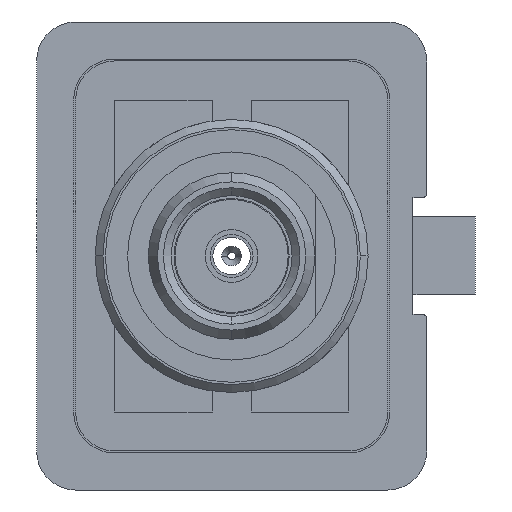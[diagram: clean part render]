
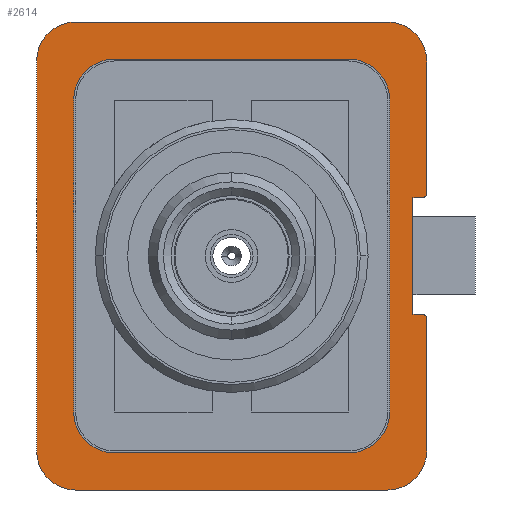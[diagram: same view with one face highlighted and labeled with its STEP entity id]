
A CAD part, front view. The second image highlights one B-rep face of the part: STEP entity #2614.
In plain terms, the highlighted planar face has unit normal (0, -1, 0).
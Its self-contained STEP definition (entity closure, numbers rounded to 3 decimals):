
#1476=DIRECTION('',(0.,0.,-1.));
#1477=VECTOR('',#1476,3.);
#1478=CARTESIAN_POINT('',(4.65,4.,1.5));
#1479=LINE('',#1478,#1477);
#1480=DIRECTION('',(1.,0.,0.));
#1481=VECTOR('',#1480,0.25);
#1482=CARTESIAN_POINT('',(4.65,4.,-1.5));
#1483=LINE('',#1482,#1481);
#1484=CARTESIAN_POINT('',(4.9,4.,-1.6));
#1485=DIRECTION('',(0.,1.,0.));
#1486=DIRECTION('',(0.,0.,1.));
#1487=AXIS2_PLACEMENT_3D('',#1484,#1485,#1486);
#1489=DIRECTION('',(0.,0.,1.));
#1490=VECTOR('',#1489,3.4);
#1491=CARTESIAN_POINT('',(5.,4.,-5.));
#1492=LINE('',#1491,#1490);
#1493=CARTESIAN_POINT('',(4.,4.,-5.));
#1494=DIRECTION('',(0.,-1.,0.));
#1495=DIRECTION('',(0.,0.,-1.));
#1496=AXIS2_PLACEMENT_3D('',#1493,#1494,#1495);
#1498=DIRECTION('',(1.,0.,0.));
#1499=VECTOR('',#1498,8.);
#1500=CARTESIAN_POINT('',(-4.,4.,-6.));
#1501=LINE('',#1500,#1499);
#1502=CARTESIAN_POINT('',(-4.,4.,-5.));
#1503=DIRECTION('',(0.,-1.,0.));
#1504=DIRECTION('',(-1.,0.,0.));
#1505=AXIS2_PLACEMENT_3D('',#1502,#1503,#1504);
#1507=DIRECTION('',(0.,0.,-1.));
#1508=VECTOR('',#1507,10.);
#1509=CARTESIAN_POINT('',(-5.,4.,5.));
#1510=LINE('',#1509,#1508);
#1511=CARTESIAN_POINT('',(-4.,4.,5.));
#1512=DIRECTION('',(0.,-1.,0.));
#1513=DIRECTION('',(0.,0.,1.));
#1514=AXIS2_PLACEMENT_3D('',#1511,#1512,#1513);
#1516=DIRECTION('',(-1.,0.,0.));
#1517=VECTOR('',#1516,8.);
#1518=CARTESIAN_POINT('',(4.,4.,6.));
#1519=LINE('',#1518,#1517);
#1520=CARTESIAN_POINT('',(4.,4.,5.));
#1521=DIRECTION('',(0.,-1.,0.));
#1522=DIRECTION('',(1.,0.,0.));
#1523=AXIS2_PLACEMENT_3D('',#1520,#1521,#1522);
#1525=DIRECTION('',(0.,0.,1.));
#1526=VECTOR('',#1525,3.4);
#1527=CARTESIAN_POINT('',(5.,4.,1.6));
#1528=LINE('',#1527,#1526);
#1529=CARTESIAN_POINT('',(4.9,4.,1.6));
#1530=DIRECTION('',(0.,1.,0.));
#1531=DIRECTION('',(1.,0.,0.));
#1532=AXIS2_PLACEMENT_3D('',#1529,#1530,#1531);
#1534=DIRECTION('',(-1.,0.,0.));
#1535=VECTOR('',#1534,0.25);
#1536=CARTESIAN_POINT('',(4.9,4.,1.5));
#1537=LINE('',#1536,#1535);
#1538=CARTESIAN_POINT('',(-3.,4.,-4.));
#1539=DIRECTION('',(0.,-1.,0.));
#1540=DIRECTION('',(-1.,0.,0.));
#1541=AXIS2_PLACEMENT_3D('',#1538,#1539,#1540);
#1543=DIRECTION('',(1.,0.,0.));
#1544=VECTOR('',#1543,6.);
#1545=CARTESIAN_POINT('',(-3.,4.,-5.05));
#1546=LINE('',#1545,#1544);
#1547=CARTESIAN_POINT('',(3.,4.,-4.));
#1548=DIRECTION('',(0.,-1.,0.));
#1549=DIRECTION('',(0.,0.,-1.));
#1550=AXIS2_PLACEMENT_3D('',#1547,#1548,#1549);
#1552=DIRECTION('',(0.,0.,1.));
#1553=VECTOR('',#1552,8.);
#1554=CARTESIAN_POINT('',(4.05,4.,-4.));
#1555=LINE('',#1554,#1553);
#1556=CARTESIAN_POINT('',(3.,4.,4.));
#1557=DIRECTION('',(0.,-1.,0.));
#1558=DIRECTION('',(1.,0.,0.));
#1559=AXIS2_PLACEMENT_3D('',#1556,#1557,#1558);
#1561=DIRECTION('',(-1.,0.,0.));
#1562=VECTOR('',#1561,6.);
#1563=CARTESIAN_POINT('',(3.,4.,5.05));
#1564=LINE('',#1563,#1562);
#1565=CARTESIAN_POINT('',(-3.,4.,4.));
#1566=DIRECTION('',(0.,-1.,0.));
#1567=DIRECTION('',(0.,0.,1.));
#1568=AXIS2_PLACEMENT_3D('',#1565,#1566,#1567);
#1570=DIRECTION('',(0.,0.,-1.));
#1571=VECTOR('',#1570,8.);
#1572=CARTESIAN_POINT('',(-4.05,4.,4.));
#1573=LINE('',#1572,#1571);
#2040=CARTESIAN_POINT('',(5.,4.,5.));
#2041=CARTESIAN_POINT('',(4.,4.,6.));
#2042=VERTEX_POINT('',#2040);
#2043=VERTEX_POINT('',#2041);
#2044=CARTESIAN_POINT('',(-4.,4.,6.));
#2045=VERTEX_POINT('',#2044);
#2046=CARTESIAN_POINT('',(-5.,4.,5.));
#2047=VERTEX_POINT('',#2046);
#2048=CARTESIAN_POINT('',(-5.,4.,-5.));
#2049=VERTEX_POINT('',#2048);
#2050=CARTESIAN_POINT('',(-4.,4.,-6.));
#2051=VERTEX_POINT('',#2050);
#2052=CARTESIAN_POINT('',(4.,4.,-6.));
#2053=VERTEX_POINT('',#2052);
#2054=CARTESIAN_POINT('',(5.,4.,-5.));
#2055=VERTEX_POINT('',#2054);
#2056=CARTESIAN_POINT('',(5.,4.,-1.6));
#2057=VERTEX_POINT('',#2056);
#2058=CARTESIAN_POINT('',(4.9,4.,-1.5));
#2059=VERTEX_POINT('',#2058);
#2060=CARTESIAN_POINT('',(4.65,4.,-1.5));
#2061=VERTEX_POINT('',#2060);
#2062=CARTESIAN_POINT('',(4.65,4.,1.5));
#2063=CARTESIAN_POINT('',(4.9,4.,1.5));
#2064=VERTEX_POINT('',#2062);
#2065=VERTEX_POINT('',#2063);
#2066=CARTESIAN_POINT('',(5.,4.,1.6));
#2067=VERTEX_POINT('',#2066);
#2196=CARTESIAN_POINT('',(-4.05,4.,-4.));
#2197=CARTESIAN_POINT('',(-3.,4.,-5.05));
#2198=VERTEX_POINT('',#2196);
#2199=VERTEX_POINT('',#2197);
#2204=CARTESIAN_POINT('',(-4.05,4.,4.));
#2205=VERTEX_POINT('',#2204);
#2210=CARTESIAN_POINT('',(-3.,4.,5.05));
#2211=VERTEX_POINT('',#2210);
#2216=CARTESIAN_POINT('',(3.,4.,-5.05));
#2217=CARTESIAN_POINT('',(4.05,4.,-4.));
#2218=VERTEX_POINT('',#2216);
#2219=VERTEX_POINT('',#2217);
#2220=CARTESIAN_POINT('',(4.05,4.,4.));
#2221=VERTEX_POINT('',#2220);
#2224=CARTESIAN_POINT('',(3.,4.,5.05));
#2225=VERTEX_POINT('',#2224);
#2562=CARTESIAN_POINT('',(0.,4.,0.));
#2563=DIRECTION('',(0.,-1.,0.));
#2564=DIRECTION('',(0.,0.,-1.));
#2565=AXIS2_PLACEMENT_3D('',#2562,#2563,#2564);
#2566=PLANE('',#2565);
#2567=ORIENTED_EDGE('',*,*,#2519,.T.);
#2569=ORIENTED_EDGE('',*,*,#2568,.T.);
#2571=ORIENTED_EDGE('',*,*,#2570,.T.);
#2573=ORIENTED_EDGE('',*,*,#2572,.F.);
#2575=ORIENTED_EDGE('',*,*,#2574,.F.);
#2577=ORIENTED_EDGE('',*,*,#2576,.F.);
#2579=ORIENTED_EDGE('',*,*,#2578,.F.);
#2581=ORIENTED_EDGE('',*,*,#2580,.F.);
#2583=ORIENTED_EDGE('',*,*,#2582,.F.);
#2585=ORIENTED_EDGE('',*,*,#2584,.F.);
#2587=ORIENTED_EDGE('',*,*,#2586,.F.);
#2589=ORIENTED_EDGE('',*,*,#2588,.F.);
#2591=ORIENTED_EDGE('',*,*,#2590,.T.);
#2593=ORIENTED_EDGE('',*,*,#2592,.T.);
#2594=EDGE_LOOP('',(#2567,#2569,#2571,#2573,#2575,#2577,#2579,#2581,#2583,#2585,
#2587,#2589,#2591,#2593));
#2595=FACE_OUTER_BOUND('',#2594,.F.);
#2597=ORIENTED_EDGE('',*,*,#2596,.T.);
#2599=ORIENTED_EDGE('',*,*,#2598,.T.);
#2601=ORIENTED_EDGE('',*,*,#2600,.T.);
#2603=ORIENTED_EDGE('',*,*,#2602,.T.);
#2605=ORIENTED_EDGE('',*,*,#2604,.T.);
#2607=ORIENTED_EDGE('',*,*,#2606,.T.);
#2609=ORIENTED_EDGE('',*,*,#2608,.T.);
#2611=ORIENTED_EDGE('',*,*,#2610,.T.);
#2612=EDGE_LOOP('',(#2597,#2599,#2601,#2603,#2605,#2607,#2609,#2611));
#2613=FACE_BOUND('',#2612,.F.);
#1488=CIRCLE('',#1487,0.1);
#1497=CIRCLE('',#1496,1.);
#1506=CIRCLE('',#1505,1.);
#1515=CIRCLE('',#1514,1.);
#1524=CIRCLE('',#1523,1.);
#1533=CIRCLE('',#1532,0.1);
#1542=CIRCLE('',#1541,1.05);
#1551=CIRCLE('',#1550,1.05);
#1560=CIRCLE('',#1559,1.05);
#1569=CIRCLE('',#1568,1.05);
#2519=EDGE_CURVE('',#2064,#2061,#1479,.T.);
#2568=EDGE_CURVE('',#2061,#2059,#1483,.T.);
#2570=EDGE_CURVE('',#2059,#2057,#1488,.T.);
#2572=EDGE_CURVE('',#2055,#2057,#1492,.T.);
#2574=EDGE_CURVE('',#2053,#2055,#1497,.T.);
#2576=EDGE_CURVE('',#2051,#2053,#1501,.T.);
#2578=EDGE_CURVE('',#2049,#2051,#1506,.T.);
#2580=EDGE_CURVE('',#2047,#2049,#1510,.T.);
#2582=EDGE_CURVE('',#2045,#2047,#1515,.T.);
#2584=EDGE_CURVE('',#2043,#2045,#1519,.T.);
#2586=EDGE_CURVE('',#2042,#2043,#1524,.T.);
#2588=EDGE_CURVE('',#2067,#2042,#1528,.T.);
#2590=EDGE_CURVE('',#2067,#2065,#1533,.T.);
#2592=EDGE_CURVE('',#2065,#2064,#1537,.T.);
#2596=EDGE_CURVE('',#2198,#2199,#1542,.T.);
#2598=EDGE_CURVE('',#2199,#2218,#1546,.T.);
#2600=EDGE_CURVE('',#2218,#2219,#1551,.T.);
#2602=EDGE_CURVE('',#2219,#2221,#1555,.T.);
#2604=EDGE_CURVE('',#2221,#2225,#1560,.T.);
#2606=EDGE_CURVE('',#2225,#2211,#1564,.T.);
#2608=EDGE_CURVE('',#2211,#2205,#1569,.T.);
#2610=EDGE_CURVE('',#2205,#2198,#1573,.T.);
#2614=ADVANCED_FACE('',(#2595,#2613),#2566,.T.);
